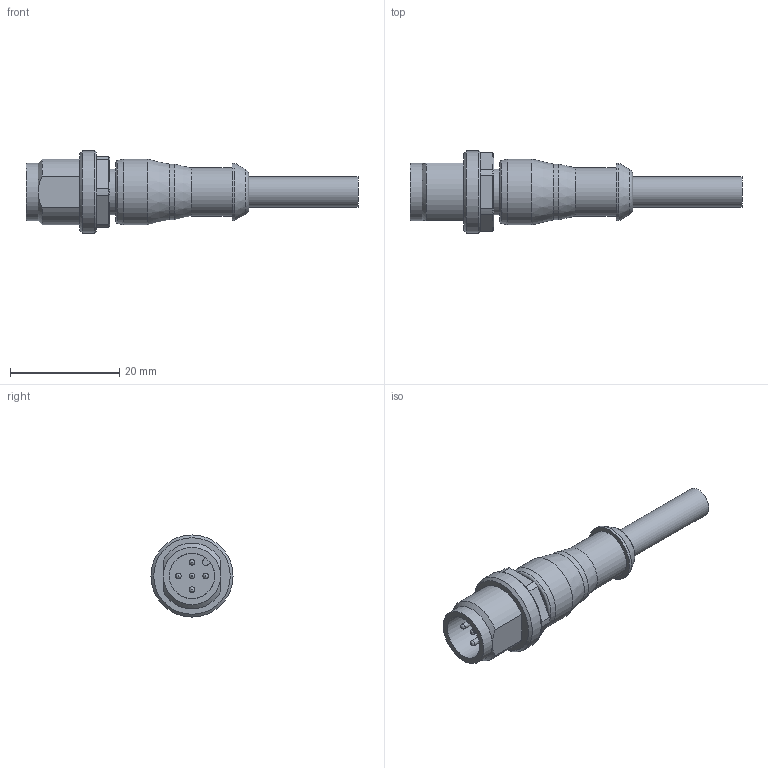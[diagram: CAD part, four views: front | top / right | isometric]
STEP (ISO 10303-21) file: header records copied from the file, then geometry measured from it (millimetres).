
FILE_DESCRIPTION((''),'2;1');
FILE_NAME('M12-Stecker gerade A-Kod 5-pol.stp','2011-07-21T11:57:05',('Reichert'),(''),'Autodesk Inventor 2011','Autodesk Inventor 2011','');
FILE_SCHEMA(('AUTOMOTIVE_DESIGN { 1 0 10303 214 1 1 1 1 }'));
Length unit declared in the file: millimetre
Products named in the file (1): Bauteil12
Bounding box: 60.7 x 15 x 15 mm (x, y, z)
Volume: 3968.7 mm3; surface area: 2497.2 mm2
Topology: 1 solids, 1 shells, 75 faces, 154 edges, 93 vertices
Faces by surface type: plane 31, cylinder 23, cone 13, bspline 5, torus 3
Full cylindrical faces by diameter (mm): 1 x5, 5.5 x1, 8.3 x1, 8.4 x1, 8.8 x1, 10.2 x1, 10.5 x2, 12 x1, 15 x1
Entity records: 2037 total; most frequent: CARTESIAN_POINT 544, DIRECTION 316, ORIENTED_EDGE 250, AXIS2_PLACEMENT_3D 136, EDGE_CURVE 125, EDGE_LOOP 114, VERTEX_POINT 91, FACE_OUTER_BOUND 75
